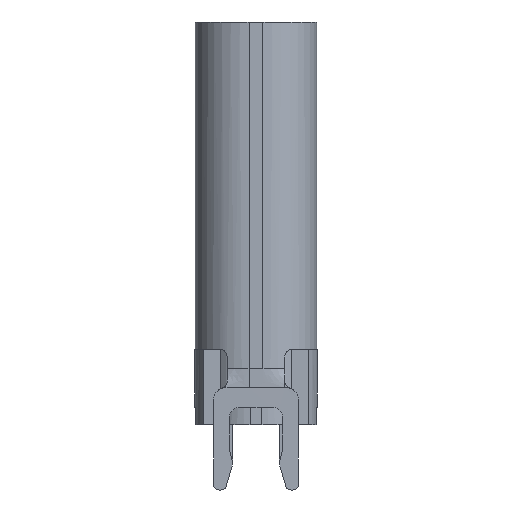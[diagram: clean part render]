
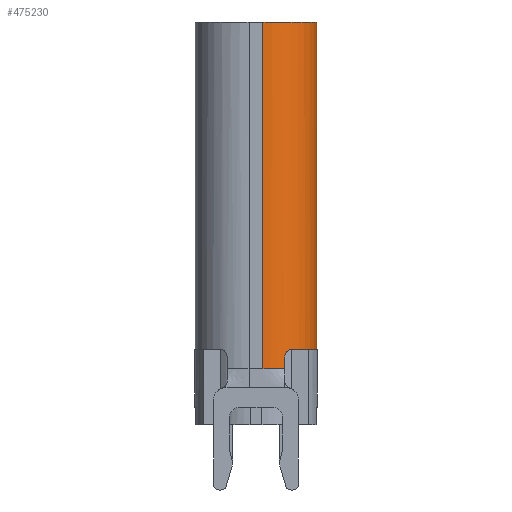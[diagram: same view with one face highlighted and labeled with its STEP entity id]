
A CAD part, left-side view. The second image highlights one B-rep face of the part: STEP entity #475230.
In plain terms, the highlighted cylindrical face has radius 1.4 mm (diameter 2.8 mm), a partial arc.
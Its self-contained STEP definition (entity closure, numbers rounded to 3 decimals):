
#463390=CARTESIAN_POINT('',(3.07,-0.471,
0.507));
#463400=VERTEX_POINT('',#463390);
#463430=CARTESIAN_POINT('',(3.07,-1.871,0.507));
#463440=DIRECTION('',(0.,0.,1.));
#463450=DIRECTION('',(1.,0.,0.));
#463460=AXIS2_PLACEMENT_3D('',#463430,#463440,#463450);
#463470=CIRCLE('',#463460,1.4);
#463480=CARTESIAN_POINT('',(4.47,-1.871,0.507));
#463490=VERTEX_POINT('',#463480);
#463500=EDGE_CURVE('',#463490,#463400,#463470,.T.);
#474320=CARTESIAN_POINT('',(4.47,-1.871,-8.673));
#474330=DIRECTION('',(0.,0.,1.));
#474340=VECTOR('',#474330,1.);
#474350=LINE('',#474320,#474340);
#474360=CARTESIAN_POINT('',(4.47,-1.871,-8.493));
#474370=VERTEX_POINT('',#474360);
#474380=EDGE_CURVE('',#474370,#463490,#474350,.T.);
#474580=CARTESIAN_POINT('',(3.07,-1.871,-8.673));
#474590=DIRECTION('',(0.,0.,1.));
#474600=DIRECTION('',(1.,0.,0.));
#474610=AXIS2_PLACEMENT_3D('',#474580,#474590,#474600);
#474620=CYLINDRICAL_SURFACE('',#474610,1.4);
#474630=CARTESIAN_POINT('',(0.,-3.021,-8.193));
#474640=DIRECTION('',(0.913,0.407,0.));
#474650=DIRECTION('',(0.407,-0.913,0.));
#474660=AXIS2_PLACEMENT_3D('',#474630,#474640,#474650);
#474670=CYLINDRICAL_SURFACE('',#474660,0.2);
#474680=CARTESIAN_POINT('',(4.349,-1.301,
-8.193));
#474690=CARTESIAN_POINT('',(4.349,-1.301,
-8.167));
#474700=CARTESIAN_POINT('',(4.347,-1.297,
-8.14));
#474710=CARTESIAN_POINT('',(4.342,-1.287,
-8.116));
#474720=CARTESIAN_POINT('',(4.338,-1.278,
-8.092));
#474730=CARTESIAN_POINT('',(4.332,-1.265,
-8.07));
#474740=CARTESIAN_POINT('',(4.324,-1.248,
-8.051));
#474750=CARTESIAN_POINT('',(4.315,-1.231,
-8.033));
#474760=CARTESIAN_POINT('',(4.305,-1.212,
-8.018));
#474770=CARTESIAN_POINT('',(4.293,-1.19,
-8.008));
#474780=CARTESIAN_POINT('',(4.281,-1.169,
-7.998));
#474790=CARTESIAN_POINT('',(4.268,-1.147,
-7.993));
#474800=CARTESIAN_POINT('',(4.254,-1.125,
-7.993));
#474810=B_SPLINE_CURVE_WITH_KNOTS('',3,(#474680,#474690,#474700,#474710,
#474720,#474730,#474740,#474750,#474760,#474770,#474780,#474790,#474800)
,.UNSPECIFIED.,.F.,.F.,(4,3,3,3,4),(0.,0.079,
0.158,0.236,0.315),.UNSPECIFIED.);
#474820=SURFACE_CURVE('',#474810,(#474670,#474620),.CURVE_3D.);
#474830=CARTESIAN_POINT('',(4.349,-1.301,
-8.193));
#474840=VERTEX_POINT('',#474830);
#474850=CARTESIAN_POINT('',(4.254,-1.125,
-7.993));
#474860=VERTEX_POINT('',#474850);
#474870=EDGE_CURVE('',#474840,#474860,#474820,.T.);
#474880=ORIENTED_EDGE('',*,*,#474870,.T.);
#474890=CARTESIAN_POINT('',(4.349,-1.301,
-8.673));
#474900=DIRECTION('',(0.,0.,1.));
#474910=VECTOR('',#474900,1.);
#474920=LINE('',#474890,#474910);
#474930=CARTESIAN_POINT('',(4.349,-1.301,
-8.49));
#474940=VERTEX_POINT('',#474930);
#474950=EDGE_CURVE('',#474940,#474840,#474920,.T.);
#474960=ORIENTED_EDGE('',*,*,#474950,.T.);
#474970=CARTESIAN_POINT('',(3.07,-1.871,
-8.493));
#474980=DIRECTION('',(0.,0.,
-1.));
#474990=DIRECTION('',(-1.,0.,
0.));
#475000=AXIS2_PLACEMENT_3D('',#474970,#474980,#474990);
#475010=CIRCLE('',#475000,1.4);
#475020=EDGE_CURVE('',#474940,#474370,#475010,.T.);
#475030=ORIENTED_EDGE('',*,*,#475020,.F.);
#475040=ORIENTED_EDGE('',*,*,#474380,.F.);
#475050=ORIENTED_EDGE('',*,*,#463500,.F.);
#475060=CARTESIAN_POINT('',(3.07,-0.471,
-7.993));
#475070=DIRECTION('',(0.,0.,1.));
#475080=VECTOR('',#475070,1.);
#475090=LINE('',#475060,#475080);
#475100=CARTESIAN_POINT('',(3.07,-0.471,-7.993));
#475110=VERTEX_POINT('',#475100);
#475120=EDGE_CURVE('',#475110,#463400,#475090,.T.);
#475130=ORIENTED_EDGE('',*,*,#475120,.T.);
#475140=CARTESIAN_POINT('',(3.07,-1.871,-7.993));
#475150=DIRECTION('',(0.,0.,-1.));
#475160=DIRECTION('',(1.,0.,0.));
#475170=AXIS2_PLACEMENT_3D('',#475140,#475150,#475160);
#475180=CIRCLE('',#475170,1.4);
#475190=EDGE_CURVE('',#475110,#474860,#475180,.T.);
#475200=ORIENTED_EDGE('',*,*,#475190,.F.);
#475210=EDGE_LOOP('',(#475200,#475130,#475050,#475040,#475030,#474960,
#474880));
#475220=FACE_OUTER_BOUND('',#475210,.T.);
#475230=ADVANCED_FACE('',(#475220),#474620,.T.);
